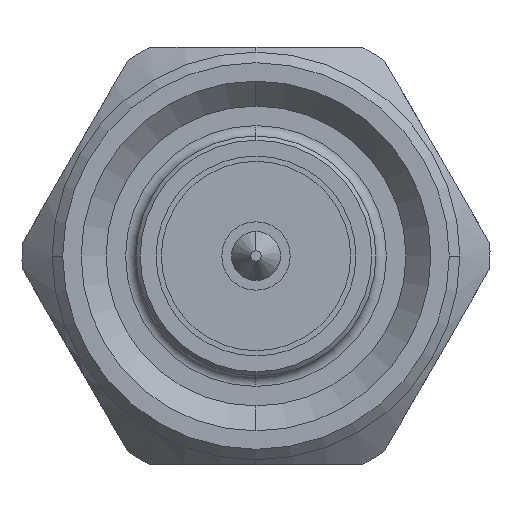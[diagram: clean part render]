
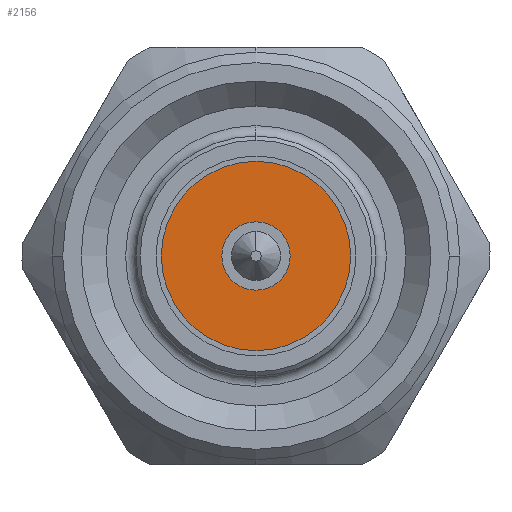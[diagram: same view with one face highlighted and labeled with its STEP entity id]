
A CAD part, left-side view. The second image highlights one B-rep face of the part: STEP entity #2156.
In plain terms, the highlighted planar face has unit normal (-1, 0, 0).
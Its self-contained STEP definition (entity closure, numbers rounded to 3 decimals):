
#8 = CARTESIAN_POINT ( 'NONE',  ( -7.855, 0., 0. ) ) ;
#57 = VERTEX_POINT ( 'NONE', #2482 ) ;
#157 = DIRECTION ( 'NONE',  ( 1., 0., 0. ) ) ;
#165 = CARTESIAN_POINT ( 'NONE',  ( -7.855, 0., 0. ) ) ;
#421 = DIRECTION ( 'NONE',  ( 0., -1., 0. ) ) ;
#423 = EDGE_CURVE ( 'NONE', #700, #57, #2055, .T. ) ;
#662 = ORIENTED_EDGE ( 'NONE', *, *, #423, .T. ) ;
#700 = VERTEX_POINT ( 'NONE', #2466 ) ;
#736 = AXIS2_PLACEMENT_3D ( 'NONE', #8, #157, #421 ) ;
#770 = EDGE_CURVE ( 'NONE', #57, #700, #1921, .T. ) ;
#783 = ORIENTED_EDGE ( 'NONE', *, *, #770, .T. ) ;
#949 = AXIS2_PLACEMENT_3D ( 'NONE', #2418, #2720, #2778 ) ;
#1112 = EDGE_CURVE ( 'NONE', #2112, #2624, #1593, .T. ) ;
#1157 = CARTESIAN_POINT ( 'NONE',  ( -7.855, 0., 0. ) ) ;
#1202 = AXIS2_PLACEMENT_3D ( 'NONE', #2195, #2319, #2424 ) ;
#1570 = ORIENTED_EDGE ( 'NONE', *, *, #1112, .T. ) ;
#1593 = CIRCLE ( 'NONE', #3020, 0.65 ) ;
#1635 = EDGE_CURVE ( 'NONE', #2624, #2112, #2981, .T. ) ;
#1641 = EDGE_LOOP ( 'NONE', ( #1570, #1803 ) ) ;
#1803 = ORIENTED_EDGE ( 'NONE', *, *, #1635, .T. ) ;
#1921 = CIRCLE ( 'NONE', #2127, 1.8 ) ;
#2055 = CIRCLE ( 'NONE', #1202, 1.8 ) ;
#2112 = VERTEX_POINT ( 'NONE', #2666 ) ;
#2127 = AXIS2_PLACEMENT_3D ( 'NONE', #165, #2873, #3104 ) ;
#2135 = DIRECTION ( 'NONE',  ( 0., -1., 0. ) ) ;
#2142 = FACE_OUTER_BOUND ( 'NONE', #2787, .T. ) ;
#2156 = ADVANCED_FACE ( 'NONE', ( #3190, #2142 ), #2641, .T. ) ;
#2195 = CARTESIAN_POINT ( 'NONE',  ( -7.855, 0., 0. ) ) ;
#2319 = DIRECTION ( 'NONE',  ( -1., 0., 0. ) ) ;
#2391 = CARTESIAN_POINT ( 'NONE',  ( -7.855, 0.65, 0. ) ) ;
#2418 = CARTESIAN_POINT ( 'NONE',  ( -7.855, -1.822, -1.822 ) ) ;
#2424 = DIRECTION ( 'NONE',  ( 0., -1., 0. ) ) ;
#2466 = CARTESIAN_POINT ( 'NONE',  ( -7.855, 1.8, 0. ) ) ;
#2482 = CARTESIAN_POINT ( 'NONE',  ( -7.855, -1.8, 0. ) ) ;
#2624 = VERTEX_POINT ( 'NONE', #2391 ) ;
#2641 = PLANE ( 'NONE',  #949 ) ;
#2666 = CARTESIAN_POINT ( 'NONE',  ( -7.855, -0.65, 0. ) ) ;
#2720 = DIRECTION ( 'NONE',  ( -1., 0., 0. ) ) ;
#2778 = DIRECTION ( 'NONE',  ( 0., 0., 1. ) ) ;
#2787 = EDGE_LOOP ( 'NONE', ( #783, #662 ) ) ;
#2855 = DIRECTION ( 'NONE',  ( 1., 0., 0. ) ) ;
#2873 = DIRECTION ( 'NONE',  ( -1., 0., 0. ) ) ;
#2981 = CIRCLE ( 'NONE', #736, 0.65 ) ;
#3020 = AXIS2_PLACEMENT_3D ( 'NONE', #1157, #2855, #2135 ) ;
#3104 = DIRECTION ( 'NONE',  ( 0., -1., 0. ) ) ;
#3190 = FACE_BOUND ( 'NONE', #1641, .T. ) ;
